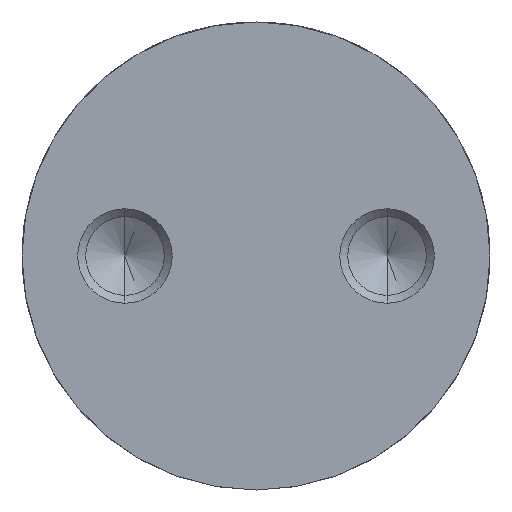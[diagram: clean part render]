
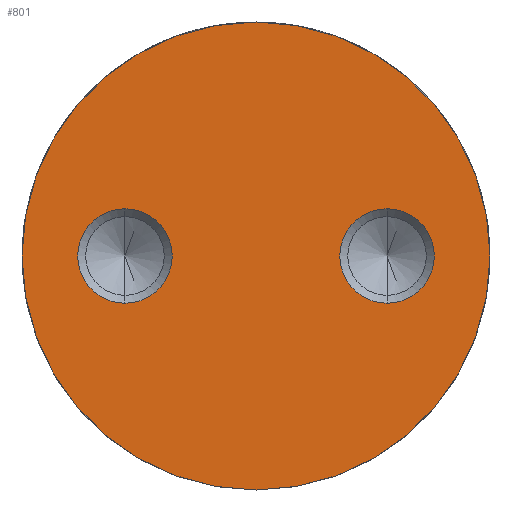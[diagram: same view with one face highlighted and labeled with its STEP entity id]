
A CAD part, left-side view. The second image highlights one B-rep face of the part: STEP entity #801.
In plain terms, the highlighted planar face has unit normal (-1, 0, 0).
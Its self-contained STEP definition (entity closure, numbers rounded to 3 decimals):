
#65 = CIRCLE ( 'NONE', #1174, 2.525 ) ;
#81 = CARTESIAN_POINT ( 'NONE',  ( -45.2, 0., -12.5 ) ) ;
#118 = EDGE_CURVE ( 'NONE', #715, #1123, #65, .T. ) ;
#122 = CARTESIAN_POINT ( 'NONE',  ( -45.2, -7., -2.525 ) ) ;
#258 = DIRECTION ( 'NONE',  ( 0., 0., 1. ) ) ;
#262 = DIRECTION ( 'NONE',  ( 0., 0., -1. ) ) ;
#269 = AXIS2_PLACEMENT_3D ( 'NONE', #1299, #1591, #1583 ) ;
#356 = EDGE_LOOP ( 'NONE', ( #589, #497 ) ) ;
#402 = CIRCLE ( 'NONE', #490, 12.5 ) ;
#404 = DIRECTION ( 'NONE',  ( 1., 0., 0. ) ) ;
#414 = DIRECTION ( 'NONE',  ( 0., 0., 1. ) ) ;
#421 = FACE_BOUND ( 'NONE', #356, .T. ) ;
#488 = FACE_OUTER_BOUND ( 'NONE', #1410, .T. ) ;
#489 = CARTESIAN_POINT ( 'NONE',  ( -45.2, -7., 2.525 ) ) ;
#490 = AXIS2_PLACEMENT_3D ( 'NONE', #1237, #404, #262 ) ;
#497 = ORIENTED_EDGE ( 'NONE', *, *, #513, .F. ) ;
#507 = CIRCLE ( 'NONE', #555, 12.5 ) ;
#513 = EDGE_CURVE ( 'NONE', #1586, #1021, #1759, .T. ) ;
#524 = CARTESIAN_POINT ( 'NONE',  ( -45.2, 7., 0. ) ) ;
#525 = VERTEX_POINT ( 'NONE', #81 ) ;
#555 = AXIS2_PLACEMENT_3D ( 'NONE', #1225, #1387, #1810 ) ;
#589 = ORIENTED_EDGE ( 'NONE', *, *, #1227, .F. ) ;
#681 = CARTESIAN_POINT ( 'NONE',  ( -45.2, -7., 0. ) ) ;
#687 = DIRECTION ( 'NONE',  ( -1., 0., 0. ) ) ;
#699 = DIRECTION ( 'NONE',  ( -1., 0., 0. ) ) ;
#715 = VERTEX_POINT ( 'NONE', #1537 ) ;
#788 = DIRECTION ( 'NONE',  ( 0., 0., 1. ) ) ;
#801 = ADVANCED_FACE ( 'NONE', ( #925, #421, #488 ), #1107, .T. ) ;
#811 = ORIENTED_EDGE ( 'NONE', *, *, #118, .F. ) ;
#814 = CIRCLE ( 'NONE', #842, 2.525 ) ;
#842 = AXIS2_PLACEMENT_3D ( 'NONE', #681, #687, #1797 ) ;
#925 = FACE_BOUND ( 'NONE', #1395, .T. ) ;
#1021 = VERTEX_POINT ( 'NONE', #489 ) ;
#1059 = CARTESIAN_POINT ( 'NONE',  ( -45.2, -7., 0. ) ) ;
#1100 = CARTESIAN_POINT ( 'NONE',  ( -45.2, 12.5, 0. ) ) ;
#1107 = PLANE ( 'NONE',  #1441 ) ;
#1123 = VERTEX_POINT ( 'NONE', #1191 ) ;
#1164 = ORIENTED_EDGE ( 'NONE', *, *, #1761, .F. ) ;
#1174 = AXIS2_PLACEMENT_3D ( 'NONE', #524, #1511, #258 ) ;
#1190 = VERTEX_POINT ( 'NONE', #1768 ) ;
#1191 = CARTESIAN_POINT ( 'NONE',  ( -45.2, 7., -2.525 ) ) ;
#1225 = CARTESIAN_POINT ( 'NONE',  ( -45.2, 0., 0. ) ) ;
#1227 = EDGE_CURVE ( 'NONE', #1021, #1586, #814, .T. ) ;
#1237 = CARTESIAN_POINT ( 'NONE',  ( -45.2, 0., 0. ) ) ;
#1238 = EDGE_CURVE ( 'NONE', #525, #1190, #402, .T. ) ;
#1263 = EDGE_CURVE ( 'NONE', #1190, #525, #507, .T. ) ;
#1272 = ORIENTED_EDGE ( 'NONE', *, *, #1238, .F. ) ;
#1299 = CARTESIAN_POINT ( 'NONE',  ( -45.2, 7., 0. ) ) ;
#1387 = DIRECTION ( 'NONE',  ( 1., 0., 0. ) ) ;
#1395 = EDGE_LOOP ( 'NONE', ( #811, #1164 ) ) ;
#1410 = EDGE_LOOP ( 'NONE', ( #1272, #1610 ) ) ;
#1437 = CIRCLE ( 'NONE', #269, 2.525 ) ;
#1441 = AXIS2_PLACEMENT_3D ( 'NONE', #1100, #699, #414 ) ;
#1511 = DIRECTION ( 'NONE',  ( -1., 0., 0. ) ) ;
#1537 = CARTESIAN_POINT ( 'NONE',  ( -45.2, 7., 2.525 ) ) ;
#1583 = DIRECTION ( 'NONE',  ( 0., 0., 1. ) ) ;
#1586 = VERTEX_POINT ( 'NONE', #122 ) ;
#1591 = DIRECTION ( 'NONE',  ( -1., 0., 0. ) ) ;
#1610 = ORIENTED_EDGE ( 'NONE', *, *, #1263, .F. ) ;
#1626 = DIRECTION ( 'NONE',  ( -1., 0., 0. ) ) ;
#1717 = AXIS2_PLACEMENT_3D ( 'NONE', #1059, #1626, #788 ) ;
#1759 = CIRCLE ( 'NONE', #1717, 2.525 ) ;
#1761 = EDGE_CURVE ( 'NONE', #1123, #715, #1437, .T. ) ;
#1768 = CARTESIAN_POINT ( 'NONE',  ( -45.2, 0., 12.5 ) ) ;
#1797 = DIRECTION ( 'NONE',  ( 0., 0., 1. ) ) ;
#1810 = DIRECTION ( 'NONE',  ( 0., 0., -1. ) ) ;
